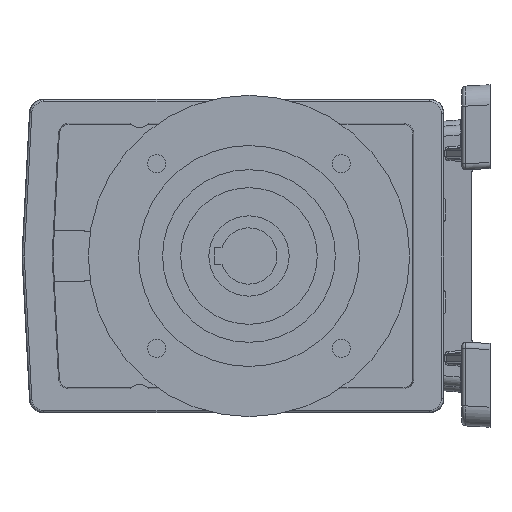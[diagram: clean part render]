
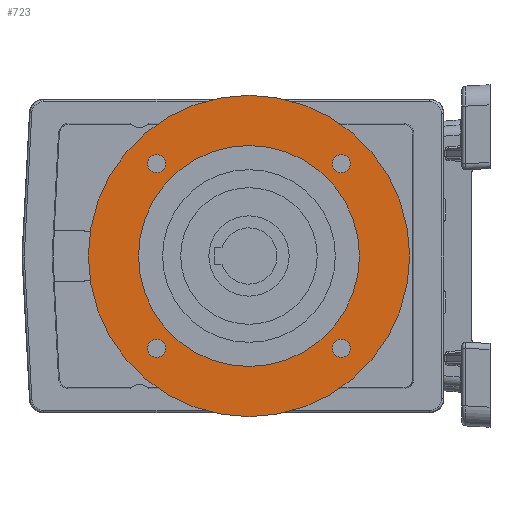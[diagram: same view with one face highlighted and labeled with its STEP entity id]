
A CAD part, left-side view. The second image highlights one B-rep face of the part: STEP entity #723.
In plain terms, the highlighted planar face has unit normal (-1, 0, 0).
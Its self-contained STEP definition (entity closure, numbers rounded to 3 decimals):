
#723 = ADVANCED_FACE( '', ( #2079, #2080, #2081, #2082, #2083, #2084 ), #2085, .F. );
#2079 = FACE_BOUND( '', #4745, .T. );
#2080 = FACE_BOUND( '', #4746, .T. );
#2081 = FACE_BOUND( '', #4747, .T. );
#2082 = FACE_BOUND( '', #4748, .T. );
#2083 = FACE_OUTER_BOUND( '', #4749, .T. );
#2084 = FACE_BOUND( '', #4750, .T. );
#2085 = PLANE( '', #4751 );
#4745 = EDGE_LOOP( '', ( #11436 ) );
#4746 = EDGE_LOOP( '', ( #11437 ) );
#4747 = EDGE_LOOP( '', ( #11438 ) );
#4748 = EDGE_LOOP( '', ( #11439 ) );
#4749 = EDGE_LOOP( '', ( #11440 ) );
#4750 = EDGE_LOOP( '', ( #11441 ) );
#4751 = AXIS2_PLACEMENT_3D( '', #11442, #11443, #11444 );
#11436 = ORIENTED_EDGE( '', *, *, #17749, .T. );
#11437 = ORIENTED_EDGE( '', *, *, #17750, .T. );
#11438 = ORIENTED_EDGE( '', *, *, #17751, .T. );
#11439 = ORIENTED_EDGE( '', *, *, #17752, .T. );
#11440 = ORIENTED_EDGE( '', *, *, #17753, .F. );
#11441 = ORIENTED_EDGE( '', *, *, #17754, .T. );
#11442 = CARTESIAN_POINT( '', ( -60.6, 5., 81.842 ) );
#11443 = DIRECTION( '', ( 1., 0., 0. ) );
#11444 = DIRECTION( '', ( 0., 1., 0. ) );
#17749 = EDGE_CURVE( '', #20134, #20134, #20135, .T. );
#17750 = EDGE_CURVE( '', #20136, #20136, #20137, .T. );
#17751 = EDGE_CURVE( '', #20138, #20138, #20139, .T. );
#17752 = EDGE_CURVE( '', #20140, #20140, #20141, .T. );
#17753 = EDGE_CURVE( '', #20142, #20142, #20143, .T. );
#17754 = EDGE_CURVE( '', #20144, #20144, #20145, .T. );
#20134 = VERTEX_POINT( '', #23727 );
#20135 = CIRCLE( '', #23728, 4.5 );
#20136 = VERTEX_POINT( '', #23729 );
#20137 = CIRCLE( '', #23730, 4.5 );
#20138 = VERTEX_POINT( '', #23731 );
#20139 = CIRCLE( '', #23732, 4.5 );
#20140 = VERTEX_POINT( '', #23733 );
#20141 = CIRCLE( '', #23734, 55. );
#20142 = VERTEX_POINT( '', #23735 );
#20143 = CIRCLE( '', #23736, 80. );
#20144 = VERTEX_POINT( '', #23737 );
#20145 = CIRCLE( '', #23738, 4.5 );
#23727 = CARTESIAN_POINT( '', ( -60.6, -45.462, 127.803 ) );
#23728 = AXIS2_PLACEMENT_3D( '', #30333, #30334, #30335 );
#23729 = CARTESIAN_POINT( '', ( -60.6, -40.962, 31.38 ) );
#23730 = AXIS2_PLACEMENT_3D( '', #30336, #30337, #30338 );
#23731 = CARTESIAN_POINT( '', ( -60.6, 55.462, 35.88 ) );
#23732 = AXIS2_PLACEMENT_3D( '', #30339, #30340, #30341 );
#23733 = CARTESIAN_POINT( '', ( -60.6, 5., 136.842 ) );
#23734 = AXIS2_PLACEMENT_3D( '', #30342, #30343, #30344 );
#23735 = CARTESIAN_POINT( '', ( -60.6, 5., 161.842 ) );
#23736 = AXIS2_PLACEMENT_3D( '', #30345, #30346, #30347 );
#23737 = CARTESIAN_POINT( '', ( -60.6, 50.962, 132.303 ) );
#23738 = AXIS2_PLACEMENT_3D( '', #30348, #30349, #30350 );
#30333 = CARTESIAN_POINT( '', ( -60.6, -40.962, 127.803 ) );
#30334 = DIRECTION( '', ( 1., 0., 0. ) );
#30335 = DIRECTION( '', ( 0., -1., 0. ) );
#30336 = CARTESIAN_POINT( '', ( -60.6, -40.962, 35.88 ) );
#30337 = DIRECTION( '', ( 1., 0., 0. ) );
#30338 = DIRECTION( '', ( 0., 0., -1. ) );
#30339 = CARTESIAN_POINT( '', ( -60.6, 50.962, 35.88 ) );
#30340 = DIRECTION( '', ( 1., 0., 0. ) );
#30341 = DIRECTION( '', ( 0., 1., 0. ) );
#30342 = CARTESIAN_POINT( '', ( -60.6, 5., 81.842 ) );
#30343 = DIRECTION( '', ( 1., 0., 0. ) );
#30344 = DIRECTION( '', ( 0., 0., 1. ) );
#30345 = CARTESIAN_POINT( '', ( -60.6, 5., 81.842 ) );
#30346 = DIRECTION( '', ( 1., 0., 0. ) );
#30347 = DIRECTION( '', ( 0., 0., 1. ) );
#30348 = CARTESIAN_POINT( '', ( -60.6, 50.962, 127.803 ) );
#30349 = DIRECTION( '', ( 1., 0., 0. ) );
#30350 = DIRECTION( '', ( 0., 0., 1. ) );
